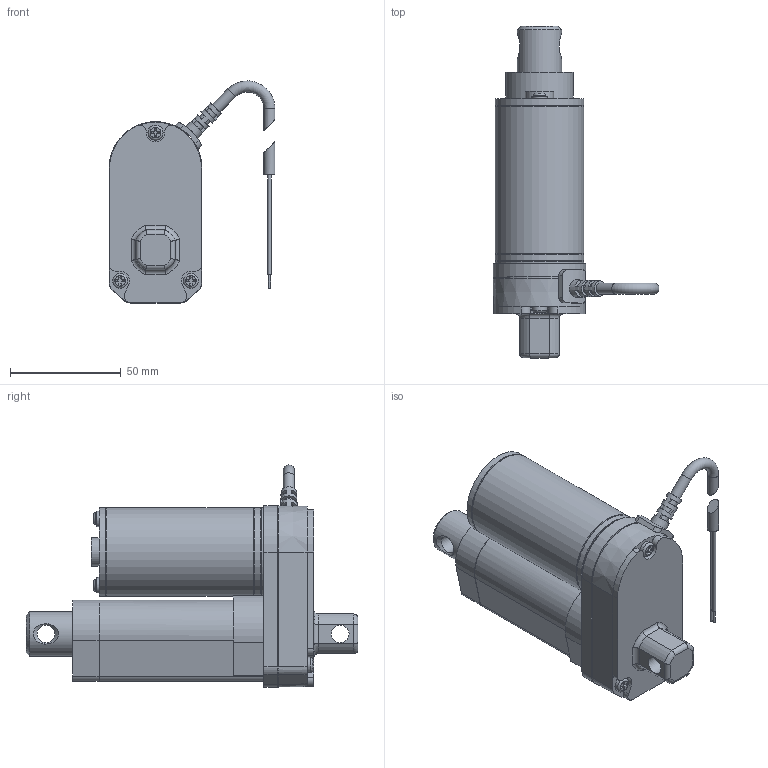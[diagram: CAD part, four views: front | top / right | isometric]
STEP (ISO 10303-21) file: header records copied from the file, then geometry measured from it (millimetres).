
FILE_DESCRIPTION(/* description */ ('Unknown'),/* implementation_level */ '2;1');
FILE_NAME(/* name */ 'DLA-X-X-A-25-IP65',/* time_stamp */ '2019-04-05T08:57:48+02:00',/* author */ ('Unknown'),/* organization */ ('Unknown'),/* preprocessor_version */ 'ST-DEVELOPER v16.7',/* originating_system */ 'DEX',/* authorisation */ $);
FILE_SCHEMA (('AUTOMOTIVE_DESIGN {1 0 10303 214 3 1 1}'));
Length unit declared in the file: millimetre
Products named in the file (3): DLA-X-X-A-25-IP65; DLA-X-X-A-25-IP65-1; DLA-X-X-A-25-IP65-2
Assembly tree (2 placements, depth 2):
  DLA-X-X-A-25-IP65
    DLA-X-X-A-25-IP65-1
    DLA-X-X-A-25-IP65-2
Bounding box: 74.99 x 150 x 100.33 mm (x, y, z)
Volume: 257356.6 mm3; surface area: 48093.6 mm2
Topology: 4 solids, 4 shells, 281 faces, 687 edges, 451 vertices
Faces by surface type: plane 175, cylinder 82, torus 14, cone 10
Full cylindrical faces by diameter (mm): 1 x2, 1.5 x2, 5 x3, 5.5 x2, 6.8 x3, 7 x2, 8 x2, 12.8 x1, 20 x2, 39 x3, 40 x4
Entity records: 8051 total; most frequent: CARTESIAN_POINT 1521, DIRECTION 1337, ORIENTED_EDGE 1256, EDGE_CURVE 628, AXIS2_PLACEMENT_3D 464, VERTEX_POINT 431, LINE 409, VECTOR 409
